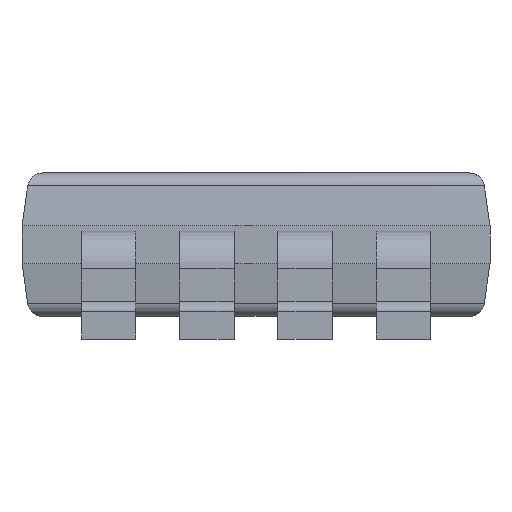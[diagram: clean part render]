
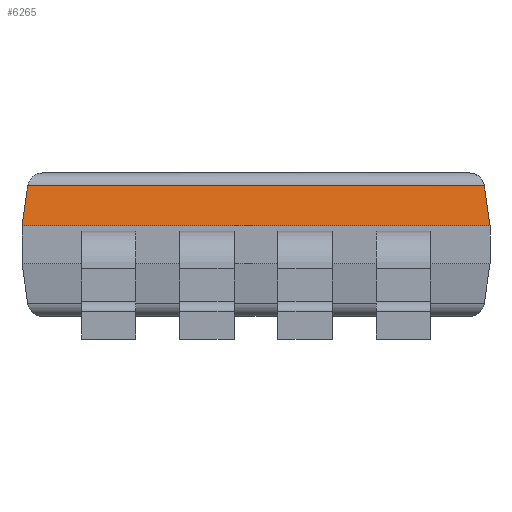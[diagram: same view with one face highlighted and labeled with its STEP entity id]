
A CAD part, front view. The second image highlights one B-rep face of the part: STEP entity #6265.
In plain terms, the highlighted planar face has unit normal (0, -0.99, 0.141).
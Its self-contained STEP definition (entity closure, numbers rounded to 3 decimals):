
#93 = VERTEX_POINT('',#94);
#94 = CARTESIAN_POINT('',(1.55,-1.55,0.75));
#155 = VERTEX_POINT('',#156);
#156 = CARTESIAN_POINT('',(1.512,-1.512,1.014
    ));
#162 = EDGE_CURVE('',#93,#155,#163,.T.);
#163 = LINE('',#164,#165);
#164 = CARTESIAN_POINT('',(1.55,-1.55,0.75));
#165 = VECTOR('',#166,1.);
#166 = DIRECTION('',(-0.14,0.14,0.98));
#5417 = VERTEX_POINT('',#5418);
#5418 = CARTESIAN_POINT('',(-1.512,-1.512,
    1.014));
#5427 = EDGE_CURVE('',#155,#5417,#5428,.T.);
#5428 = LINE('',#5429,#5430);
#5429 = CARTESIAN_POINT('',(0.,-1.512,
    1.014));
#5430 = VECTOR('',#5431,1.);
#5431 = DIRECTION('',(-1.,0.,0.));
#6265 = ADVANCED_FACE('',(#6266),#6284,.T.);
#6266 = FACE_BOUND('',#6267,.T.);
#6267 = EDGE_LOOP('',(#6268,#6276,#6277,#6278));
#6268 = ORIENTED_EDGE('',*,*,#6269,.T.);
#6269 = EDGE_CURVE('',#6270,#93,#6272,.T.);
#6270 = VERTEX_POINT('',#6271);
#6271 = CARTESIAN_POINT('',(-1.55,-1.55,0.75));
#6272 = LINE('',#6273,#6274);
#6273 = CARTESIAN_POINT('',(0.,-1.55,0.75));
#6274 = VECTOR('',#6275,1.);
#6275 = DIRECTION('',(1.,0.,0.));
#6276 = ORIENTED_EDGE('',*,*,#162,.T.);
#6277 = ORIENTED_EDGE('',*,*,#5427,.T.);
#6278 = ORIENTED_EDGE('',*,*,#6279,.T.);
#6279 = EDGE_CURVE('',#5417,#6270,#6280,.T.);
#6280 = LINE('',#6281,#6282);
#6281 = CARTESIAN_POINT('',(-1.512,-1.512,
    1.014));
#6282 = VECTOR('',#6283,1.);
#6283 = DIRECTION('',(-0.14,-0.14,-0.98));
#6284 = PLANE('',#6285);
#6285 = AXIS2_PLACEMENT_3D('',#6286,#6287,#6288);
#6286 = CARTESIAN_POINT('',(-1.612,-1.511,1.021));
#6287 = DIRECTION('',(0.,-0.99,
    0.141));
#6288 = DIRECTION('',(0.,-0.141,
    -0.99));
